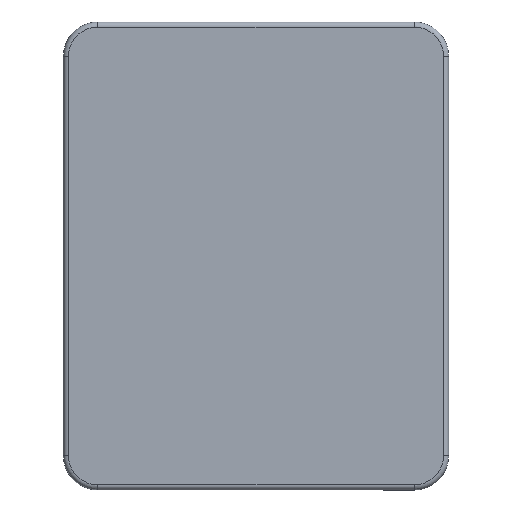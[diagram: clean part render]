
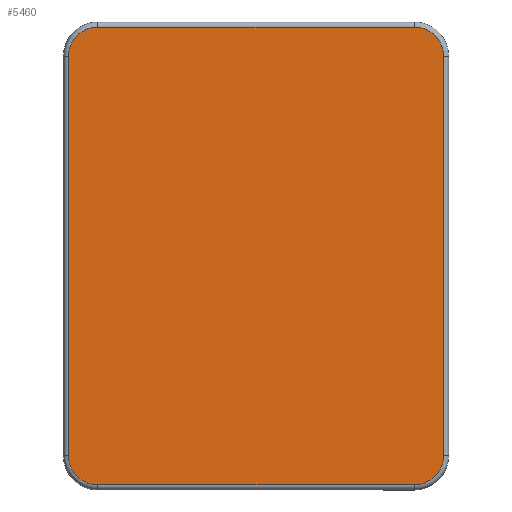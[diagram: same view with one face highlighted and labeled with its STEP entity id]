
A CAD part, top view. The second image highlights one B-rep face of the part: STEP entity #5460.
In plain terms, the highlighted planar face has unit normal (0, 0, 1).
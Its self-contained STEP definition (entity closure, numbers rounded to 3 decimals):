
#237=CIRCLE('',#5941,8.5);
#241=CIRCLE('',#5947,8.5);
#245=CIRCLE('',#5953,8.5);
#249=CIRCLE('',#5959,8.5);
#588=FACE_OUTER_BOUND('',#894,.T.);
#894=EDGE_LOOP('',(#4659,#4660,#4661,#4662,#4663,#4664,#4665,#4666));
#1506=LINE('',#8709,#2118);
#1507=LINE('',#8720,#2119);
#1509=LINE('',#8732,#2121);
#1511=LINE('',#8744,#2123);
#2118=VECTOR('',#7142,10.);
#2119=VECTOR('',#7155,10.);
#2121=VECTOR('',#7169,10.);
#2123=VECTOR('',#7183,10.);
#2570=VERTEX_POINT('',#8702);
#2573=VERTEX_POINT('',#8707);
#2575=VERTEX_POINT('',#8712);
#2577=VERTEX_POINT('',#8718);
#2579=VERTEX_POINT('',#8724);
#2581=VERTEX_POINT('',#8730);
#2583=VERTEX_POINT('',#8736);
#2585=VERTEX_POINT('',#8742);
#3274=EDGE_CURVE('',#2573,#2570,#1506,.T.);
#3276=EDGE_CURVE('',#2575,#2573,#237,.T.);
#3279=EDGE_CURVE('',#2577,#2575,#1507,.T.);
#3282=EDGE_CURVE('',#2579,#2577,#241,.T.);
#3285=EDGE_CURVE('',#2581,#2579,#1509,.T.);
#3288=EDGE_CURVE('',#2583,#2581,#245,.T.);
#3291=EDGE_CURVE('',#2585,#2583,#1511,.T.);
#3294=EDGE_CURVE('',#2570,#2585,#249,.T.);
#4659=ORIENTED_EDGE('',*,*,#3274,.F.);
#4660=ORIENTED_EDGE('',*,*,#3276,.F.);
#4661=ORIENTED_EDGE('',*,*,#3279,.F.);
#4662=ORIENTED_EDGE('',*,*,#3282,.F.);
#4663=ORIENTED_EDGE('',*,*,#3285,.F.);
#4664=ORIENTED_EDGE('',*,*,#3288,.F.);
#4665=ORIENTED_EDGE('',*,*,#3291,.F.);
#4666=ORIENTED_EDGE('',*,*,#3294,.F.);
#5212=PLANE('',#5966);
#5460=ADVANCED_FACE('',(#588),#5212,.T.);
#5941=AXIS2_PLACEMENT_3D('',#8714,#7147,#7148);
#5947=AXIS2_PLACEMENT_3D('',#8726,#7161,#7162);
#5953=AXIS2_PLACEMENT_3D('',#8738,#7175,#7176);
#5959=AXIS2_PLACEMENT_3D('',#8748,#7189,#7190);
#5966=AXIS2_PLACEMENT_3D('',#8767,#7210,#7211);
#7142=DIRECTION('',(0.,1.,0.));
#7147=DIRECTION('center_axis',(0.,0.,-1.));
#7148=DIRECTION('ref_axis',(-0.707,-0.707,0.));
#7155=DIRECTION('',(-1.,0.,0.));
#7161=DIRECTION('center_axis',(0.,0.,-1.));
#7162=DIRECTION('ref_axis',(0.707,-0.707,0.));
#7169=DIRECTION('',(0.,-1.,0.));
#7175=DIRECTION('center_axis',(0.,0.,-1.));
#7176=DIRECTION('ref_axis',(0.707,0.707,0.));
#7183=DIRECTION('',(1.,0.,0.));
#7189=DIRECTION('center_axis',(0.,0.,-1.));
#7190=DIRECTION('ref_axis',(-0.707,0.707,0.));
#7210=DIRECTION('center_axis',(0.,0.,1.));
#7211=DIRECTION('ref_axis',(1.,0.,0.));
#8702=CARTESIAN_POINT('',(-54.5,58.,4.8));
#8707=CARTESIAN_POINT('',(-54.5,-58.,4.8));
#8709=CARTESIAN_POINT('',(-54.5,34.,4.8));
#8712=CARTESIAN_POINT('',(-46.,-66.5,4.8));
#8714=CARTESIAN_POINT('Origin',(-46.,-58.,4.8));
#8718=CARTESIAN_POINT('',(46.,-66.5,4.8));
#8720=CARTESIAN_POINT('',(-28.,-66.5,4.8));
#8724=CARTESIAN_POINT('',(54.5,-58.,4.8));
#8726=CARTESIAN_POINT('Origin',(46.,-58.,4.8));
#8730=CARTESIAN_POINT('',(54.5,58.,4.8));
#8732=CARTESIAN_POINT('',(54.5,-34.,4.8));
#8736=CARTESIAN_POINT('',(46.,66.5,4.8));
#8738=CARTESIAN_POINT('Origin',(46.,58.,4.8));
#8742=CARTESIAN_POINT('',(-46.,66.5,4.8));
#8744=CARTESIAN_POINT('',(28.,66.5,4.8));
#8748=CARTESIAN_POINT('Origin',(-46.,58.,4.8));
#8767=CARTESIAN_POINT('Origin',(0.,0.,
4.8));
